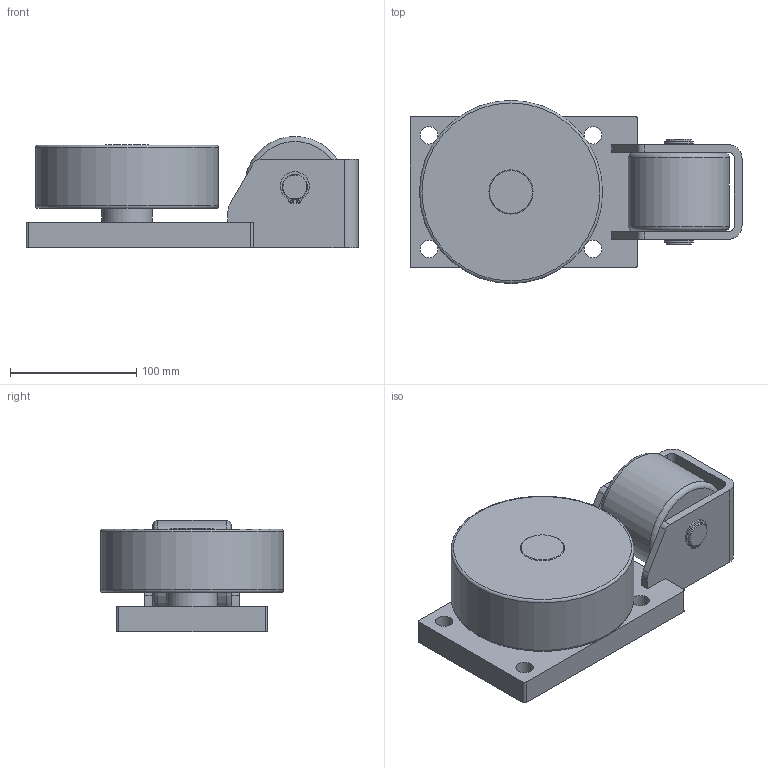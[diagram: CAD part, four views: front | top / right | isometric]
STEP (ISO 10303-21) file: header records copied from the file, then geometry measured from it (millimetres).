
FILE_DESCRIPTION(/* description */ ('-','CAx-IF Rec.Pracs.---Representation and Presentation of Product Manufacturing Information (PMI)---4.0---2014-10-13'),/* implementation_level */ '2;1');
FILE_NAME(/* name */ '83f946cb-fe22-4db4-90cd-a171ad2935c3.stp',/* time_stamp */ '2020-04-01T16:12:10+02:00',/* author */ ('-'),/* organization */ ('NTI CADcenter A/S'),/* preprocessor_version */ 'ST-DEVELOPER v18',/* originating_system */ 'Autodesk Inventor 2020',/* authorisation */ '-');
FILE_SCHEMA (('AP242_MANAGED_MODEL_BASED_3D_ENGINEERING_MIM_LF { 1 0 10303 442 1 1 4 }'));
Length unit declared in the file: millimetre
Products named in the file (1): PSAS 145.6200_Kontur
Bounding box: 263 x 145 x 88 mm (x, y, z)
Volume: 1669242.1 mm3; surface area: 173942.2 mm2
Topology: 2 solids, 2 shells, 94 faces, 271 edges, 188 vertices
Faces by surface type: plane 47, cylinder 38, cone 5, torus 4
Full cylindrical faces by diameter (mm): 2 x4, 13.835 x4, 19 x2, 20 x4, 20.3 x2, 35 x1, 40 x1, 80 x1, 145 x1
Entity records: 3267 total; most frequent: DIRECTION 593, CARTESIAN_POINT 554, ORIENTED_EDGE 542, EDGE_CURVE 271, AXIS2_PLACEMENT_3D 227, VERTEX_POINT 188, LINE 139, VECTOR 139
